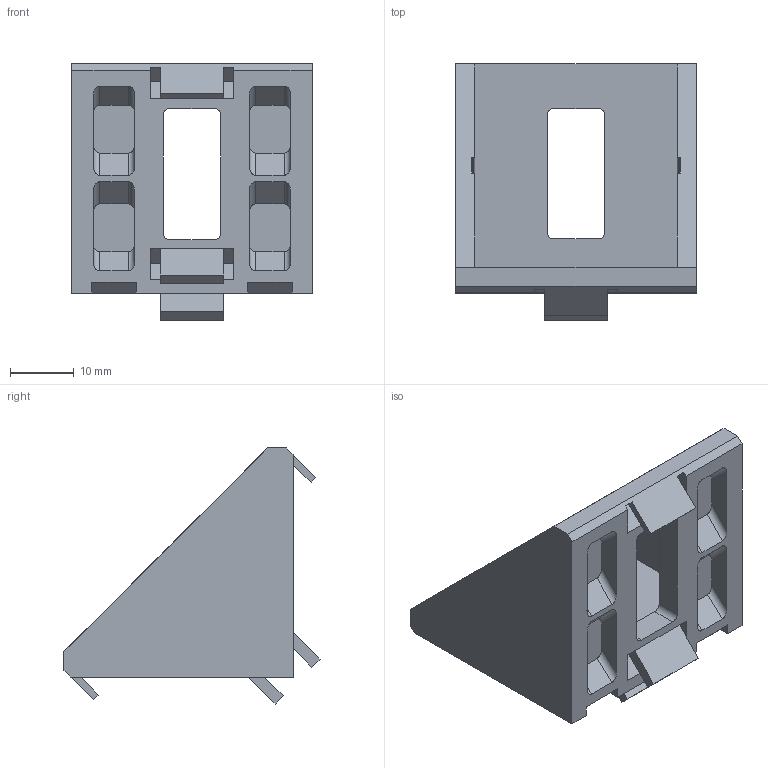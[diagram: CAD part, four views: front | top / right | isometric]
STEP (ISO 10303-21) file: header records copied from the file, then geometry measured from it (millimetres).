
FILE_DESCRIPTION (( 'STEP AP214' ), '1' );
FILE_NAME ('AL-310.0300A.03.STEP', '2019-10-22T07:18:17', ( '' ), ( '' ), 'SwSTEP 2.0', 'SolidWorks 2018', '' );
FILE_SCHEMA (( 'AUTOMOTIVE_DESIGN' ));
Length unit declared in the file: millimetre
Products named in the file (1): AL-310.0300A.03
Bounding box: 37.8 x 40.24 x 40.24 mm (x, y, z)
Surface area: 8828 mm2 (no closed solid volume)
Topology: 0 solids, 1 shells, 165 faces, 457 edges, 298 vertices
Faces by surface type: plane 102, cylinder 52, torus 11
Entity records: 7074 total; most frequent: CARTESIAN_POINT 1257, ORIENTED_EDGE 890, DIRECTION 738, EDGE_CURVE 457, VERTEX_POINT 298, LINE 284, VECTOR 284, AXIS2_PLACEMENT_3D 227
